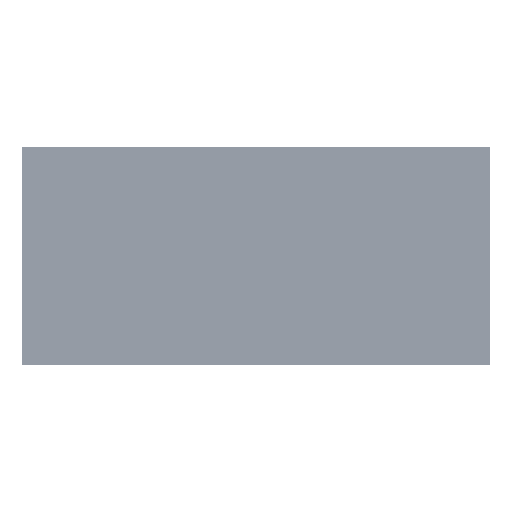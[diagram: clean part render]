
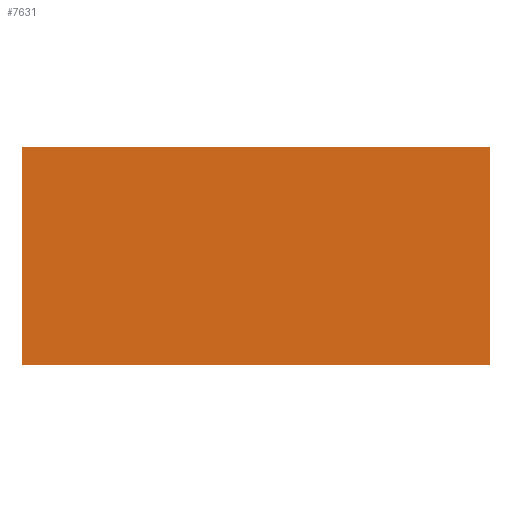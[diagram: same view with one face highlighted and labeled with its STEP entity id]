
A CAD part, top view. The second image highlights one B-rep face of the part: STEP entity #7631.
In plain terms, the highlighted planar face has unit normal (0, 0, 1).
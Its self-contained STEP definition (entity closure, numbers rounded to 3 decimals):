
#7631=ADVANCED_FACE('',(#12627),#12628,.T.);
#12627=FACE_OUTER_BOUND('',#22928,.T.);
#12628=PLANE('',#22929);
#22928=EDGE_LOOP('',(#33645,#33646,#33647,#33648));
#22929=AXIS2_PLACEMENT_3D('',#33649,#33650,#33651);
#33645=ORIENTED_EDGE('',*,*,#76447,.F.);
#33646=ORIENTED_EDGE('',*,*,#76448,.F.);
#33647=ORIENTED_EDGE('',*,*,#76449,.F.);
#33648=ORIENTED_EDGE('',*,*,#76450,.F.);
#33649=CARTESIAN_POINT('',(0.0,0.0,370.0));
#33650=DIRECTION('',(0.0,0.0,1.0));
#33651=DIRECTION('',(1.0,0.0,0.0));
#76447=EDGE_CURVE('',#90981,#90982,#90983,.T.);
#76448=EDGE_CURVE('',#90984,#90981,#90985,.T.);
#76449=EDGE_CURVE('',#90986,#90984,#90987,.T.);
#76450=EDGE_CURVE('',#90982,#90986,#90988,.T.);
#90981=VERTEX_POINT('',#115470);
#90982=VERTEX_POINT('',#115471);
#90983=LINE('',#115472,#115473);
#90984=VERTEX_POINT('',#115474);
#90985=LINE('',#115475,#115476);
#90986=VERTEX_POINT('',#115477);
#90987=LINE('',#115478,#115479);
#90988=LINE('',#115480,#115481);
#115470=CARTESIAN_POINT('',(750.0,-350.0,370.0));
#115471=CARTESIAN_POINT('',(-750.0,-350.0,370.0));
#115472=CARTESIAN_POINT('',(0.0,-350.0,370.0));
#115473=VECTOR('',#156256,1.0);
#115474=CARTESIAN_POINT('',(750.0,350.0,370.0));
#115475=CARTESIAN_POINT('',(750.0,0.0,370.0));
#115476=VECTOR('',#156257,1.0);
#115477=CARTESIAN_POINT('',(-750.0,350.0,370.0));
#115478=CARTESIAN_POINT('',(0.0,350.0,370.0));
#115479=VECTOR('',#156258,1.0);
#115480=CARTESIAN_POINT('',(-750.0,0.0,370.0));
#115481=VECTOR('',#156259,1.0);
#156256=DIRECTION('',(-1.0,0.0,0.0));
#156257=DIRECTION('',(0.0,-1.0,0.0));
#156258=DIRECTION('',(1.0,0.0,0.0));
#156259=DIRECTION('',(0.0,1.0,0.0));
